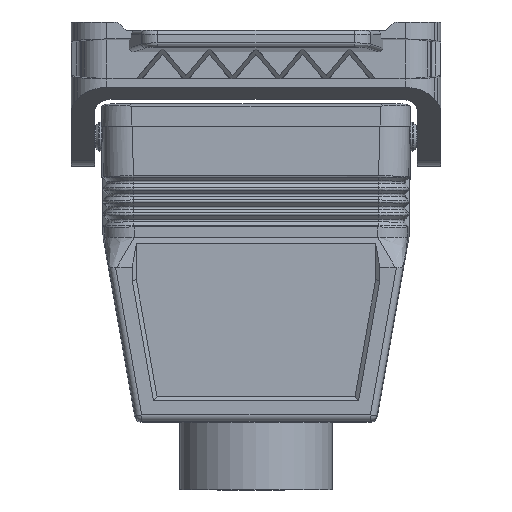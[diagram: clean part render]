
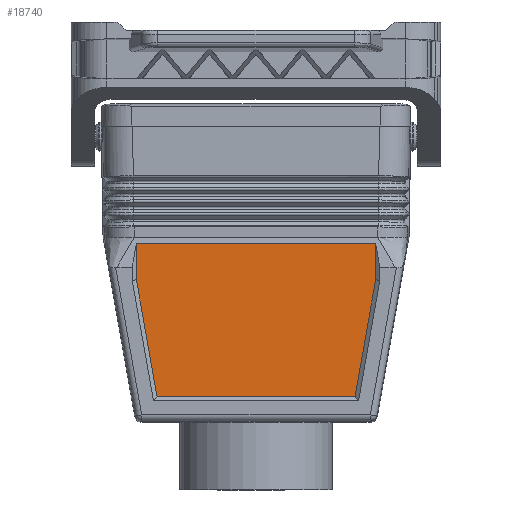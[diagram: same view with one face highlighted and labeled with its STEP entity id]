
A CAD part, front view. The second image highlights one B-rep face of the part: STEP entity #18740.
In plain terms, the highlighted face is planar.
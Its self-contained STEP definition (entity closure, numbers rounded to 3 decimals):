
#8020=CARTESIAN_POINT('',(117.12,-0.759,
27.871));
#8030=VERTEX_POINT('',#8020);
#8060=CARTESIAN_POINT('',(117.12,25.163,
27.871));
#8070=DIRECTION('',(0.,-1.,0.));
#8080=VECTOR('',#8070,1.);
#8090=LINE('',#8060,#8080);
#8100=CARTESIAN_POINT('',(117.12,55.579,
27.871));
#8110=VERTEX_POINT('',#8100);
#8120=EDGE_CURVE('',#8110,#8030,#8090,.T.);
#18280=CARTESIAN_POINT('',(117.12,54.827,
50.993));
#18290=DIRECTION('',(1.,0.,0.));
#18300=DIRECTION('',(0.,1.,0.));
#18310=AXIS2_PLACEMENT_3D('',#18280,#18290,#18300);
#18320=PLANE('',#18310);
#18330=CARTESIAN_POINT('',(117.12,-1.158,
34.229));
#18340=DIRECTION('',(0.,0.174,0.985));
#18350=VECTOR('',#18340,1.);
#18360=LINE('',#18330,#18350);
#18370=CARTESIAN_POINT('',(117.12,-0.759,
36.494));
#18380=VERTEX_POINT('',#18370);
#18390=CARTESIAN_POINT('',(117.12,4.087,
64.));
#18400=VERTEX_POINT('',#18390);
#18410=EDGE_CURVE('',#18380,#18400,#18360,.T.);
#18420=ORIENTED_EDGE('',*,*,#18410,.F.);
#18430=CARTESIAN_POINT('',(117.12,25.163,
64.));
#18440=DIRECTION('',(0.,1.,0.));
#18450=VECTOR('',#18440,1.);
#18460=LINE('',#18430,#18450);
#18470=CARTESIAN_POINT('',(117.12,50.734,
64.));
#18480=VERTEX_POINT('',#18470);
#18490=EDGE_CURVE('',#18400,#18480,#18460,.T.);
#18500=ORIENTED_EDGE('',*,*,#18490,.F.);
#18510=CARTESIAN_POINT('',(117.12,55.979,
34.229));
#18520=DIRECTION('',(0.,-0.174,0.985));
#18530=VECTOR('',#18520,1.);
#18540=LINE('',#18510,#18530);
#18550=CARTESIAN_POINT('',(117.12,55.579,
36.5));
#18560=VERTEX_POINT('',#18550);
#18570=EDGE_CURVE('',#18560,#18480,#18540,.T.);
#18580=ORIENTED_EDGE('',*,*,#18570,.T.);
#18590=CARTESIAN_POINT('',(117.12,55.579,
34.229));
#18600=DIRECTION('',(0.,-0.,-1.));
#18610=VECTOR('',#18600,1.);
#18620=LINE('',#18590,#18610);
#18630=EDGE_CURVE('',#18560,#8110,#18620,.T.);
#18640=ORIENTED_EDGE('',*,*,#18630,.F.);
#18650=ORIENTED_EDGE('',*,*,#8120,.F.);
#18660=CARTESIAN_POINT('',(117.12,-0.759,
34.229));
#18670=DIRECTION('',(0.,0.,-1.));
#18680=VECTOR('',#18670,1.);
#18690=LINE('',#18660,#18680);
#18700=EDGE_CURVE('',#18380,#8030,#18690,.T.);
#18710=ORIENTED_EDGE('',*,*,#18700,.T.);
#18720=EDGE_LOOP('',(#18710,#18650,#18640,#18580,#18500,#18420));
#18730=FACE_OUTER_BOUND('',#18720,.T.);
#18740=ADVANCED_FACE('',(#18730),#18320,.T.);
